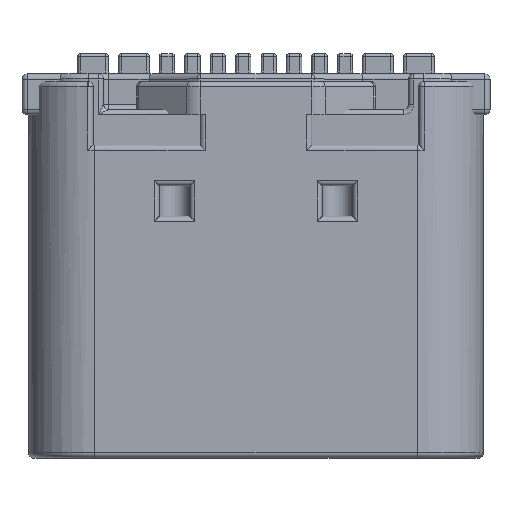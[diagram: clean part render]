
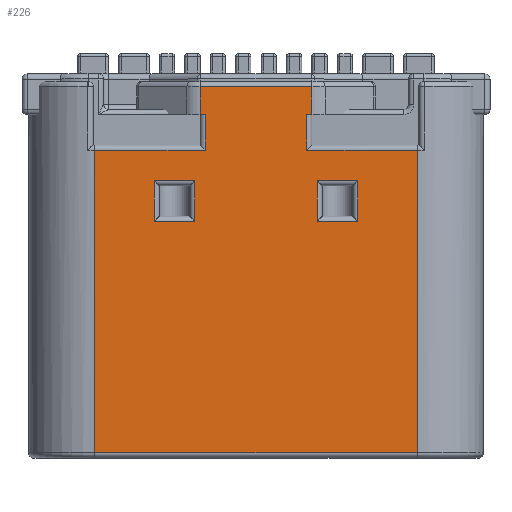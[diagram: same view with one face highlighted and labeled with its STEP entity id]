
A CAD part, top view. The second image highlights one B-rep face of the part: STEP entity #226.
In plain terms, the highlighted planar face has unit normal (0, 0, 1).
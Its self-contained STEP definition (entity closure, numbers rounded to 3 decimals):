
#55=CARTESIAN_POINT('',(0.,3.34,-0.14));
#56=DIRECTION('',(0.,0.,1.));
#57=DIRECTION('',(-0.,-1.,0.));
#58=AXIS2_PLACEMENT_3D('',#55,#56,#57);
#59=PLANE('',#58);
#60=CARTESIAN_POINT('',(-1.,3.74,-0.14));
#61=VERTEX_POINT('',#60);
#62=CARTESIAN_POINT('',(-1.,3.04,-0.14));
#63=VERTEX_POINT('',#62);
#64=CARTESIAN_POINT('',(-1.,3.74,-0.14));
#65=DIRECTION('',(-0.,-1.,0.));
#66=VECTOR('',#65,0.7);
#67=LINE('',#64,#66);
#68=EDGE_CURVE('',#61,#63,#67,.T.);
#69=ORIENTED_EDGE('',*,*,#68,.T.);
#70=CARTESIAN_POINT('',(-3.17,3.04,-0.14));
#71=VERTEX_POINT('',#70);
#72=CARTESIAN_POINT('',(-1.,3.04,-0.14));
#73=DIRECTION('',(-1.,0.,-0.));
#74=VECTOR('',#73,2.17);
#75=LINE('',#72,#74);
#76=EDGE_CURVE('',#63,#71,#75,.T.);
#77=ORIENTED_EDGE('',*,*,#76,.T.);
#78=CARTESIAN_POINT('',(-3.17,-2.91,-0.14));
#79=VERTEX_POINT('',#78);
#80=CARTESIAN_POINT('',(-3.17,3.04,-0.14));
#81=DIRECTION('',(-0.,-1.,0.));
#82=VECTOR('',#81,5.95);
#83=LINE('',#80,#82);
#84=EDGE_CURVE('',#71,#79,#83,.T.);
#85=ORIENTED_EDGE('',*,*,#84,.T.);
#86=CARTESIAN_POINT('',(3.17,-2.91,-0.14));
#87=VERTEX_POINT('',#86);
#88=CARTESIAN_POINT('',(-3.17,-2.91,-0.14));
#89=DIRECTION('',(1.,-0.,0.));
#90=VECTOR('',#89,6.34);
#91=LINE('',#88,#90);
#92=EDGE_CURVE('',#79,#87,#91,.T.);
#93=ORIENTED_EDGE('',*,*,#92,.T.);
#94=CARTESIAN_POINT('',(3.17,3.04,-0.14));
#95=VERTEX_POINT('',#94);
#96=CARTESIAN_POINT('',(3.17,3.04,-0.14));
#97=DIRECTION('',(-0.,-1.,0.));
#98=VECTOR('',#97,5.95);
#99=LINE('',#96,#98);
#100=EDGE_CURVE('',#95,#87,#99,.T.);
#101=ORIENTED_EDGE('',*,*,#100,.F.);
#102=CARTESIAN_POINT('',(1.,3.04,-0.14));
#103=VERTEX_POINT('',#102);
#104=CARTESIAN_POINT('',(3.17,3.04,-0.14));
#105=DIRECTION('',(-1.,0.,-0.));
#106=VECTOR('',#105,2.17);
#107=LINE('',#104,#106);
#108=EDGE_CURVE('',#95,#103,#107,.T.);
#109=ORIENTED_EDGE('',*,*,#108,.T.);
#110=CARTESIAN_POINT('',(1.,3.74,-0.14));
#111=VERTEX_POINT('',#110);
#112=CARTESIAN_POINT('',(1.,3.04,-0.14));
#113=DIRECTION('',(0.,1.,-0.));
#114=VECTOR('',#113,0.7);
#115=LINE('',#112,#114);
#116=EDGE_CURVE('',#103,#111,#115,.T.);
#117=ORIENTED_EDGE('',*,*,#116,.T.);
#118=CARTESIAN_POINT('',(1.1,3.74,-0.14));
#119=VERTEX_POINT('',#118);
#120=CARTESIAN_POINT('',(1.,3.74,-0.14));
#121=DIRECTION('',(1.,-0.,0.));
#122=VECTOR('',#121,0.1);
#123=LINE('',#120,#122);
#124=EDGE_CURVE('',#111,#119,#123,.T.);
#125=ORIENTED_EDGE('',*,*,#124,.T.);
#126=CARTESIAN_POINT('',(1.1,4.29,-0.14));
#127=VERTEX_POINT('',#126);
#128=CARTESIAN_POINT('',(1.1,3.74,-0.14));
#129=DIRECTION('',(0.,1.,-0.));
#130=VECTOR('',#129,0.55);
#131=LINE('',#128,#130);
#132=EDGE_CURVE('',#119,#127,#131,.T.);
#133=ORIENTED_EDGE('',*,*,#132,.T.);
#134=CARTESIAN_POINT('',(-1.1,4.29,-0.14));
#135=VERTEX_POINT('',#134);
#136=CARTESIAN_POINT('',(1.1,4.29,-0.14));
#137=DIRECTION('',(-1.,0.,-0.));
#138=VECTOR('',#137,2.2);
#139=LINE('',#136,#138);
#140=EDGE_CURVE('',#127,#135,#139,.T.);
#141=ORIENTED_EDGE('',*,*,#140,.T.);
#142=CARTESIAN_POINT('',(-1.1,3.74,-0.14));
#143=VERTEX_POINT('',#142);
#144=CARTESIAN_POINT('',(-1.1,3.74,-0.14));
#145=DIRECTION('',(0.,1.,-0.));
#146=VECTOR('',#145,0.55);
#147=LINE('',#144,#146);
#148=EDGE_CURVE('',#143,#135,#147,.T.);
#149=ORIENTED_EDGE('',*,*,#148,.F.);
#150=CARTESIAN_POINT('',(-1.1,3.74,-0.14));
#151=DIRECTION('',(1.,-0.,0.));
#152=VECTOR('',#151,0.1);
#153=LINE('',#150,#152);
#154=EDGE_CURVE('',#143,#61,#153,.T.);
#155=ORIENTED_EDGE('',*,*,#154,.T.);
#156=EDGE_LOOP('',(#69,#77,#85,#93,#101,#109,#117,#125,#133,#141,#149,#155));
#157=FACE_BOUND('',#156,.T.);
#158=CARTESIAN_POINT('',(2.,1.64,-0.14));
#159=VERTEX_POINT('',#158);
#160=CARTESIAN_POINT('',(1.2,1.64,-0.14));
#161=VERTEX_POINT('',#160);
#162=CARTESIAN_POINT('',(2.,1.64,-0.14));
#163=DIRECTION('',(-1.,0.,-0.));
#164=VECTOR('',#163,0.8);
#165=LINE('',#162,#164);
#166=EDGE_CURVE('',#159,#161,#165,.T.);
#167=ORIENTED_EDGE('',*,*,#166,.T.);
#168=CARTESIAN_POINT('',(1.2,2.44,-0.14));
#169=VERTEX_POINT('',#168);
#170=CARTESIAN_POINT('',(1.2,2.44,-0.14));
#171=DIRECTION('',(-0.,-1.,0.));
#172=VECTOR('',#171,0.8);
#173=LINE('',#170,#172);
#174=EDGE_CURVE('',#169,#161,#173,.T.);
#175=ORIENTED_EDGE('',*,*,#174,.F.);
#176=CARTESIAN_POINT('',(2.,2.44,-0.14));
#177=VERTEX_POINT('',#176);
#178=CARTESIAN_POINT('',(1.2,2.44,-0.14));
#179=DIRECTION('',(1.,-0.,0.));
#180=VECTOR('',#179,0.8);
#181=LINE('',#178,#180);
#182=EDGE_CURVE('',#169,#177,#181,.T.);
#183=ORIENTED_EDGE('',*,*,#182,.T.);
#184=CARTESIAN_POINT('',(2.,2.44,-0.14));
#185=DIRECTION('',(-0.,-1.,0.));
#186=VECTOR('',#185,0.8);
#187=LINE('',#184,#186);
#188=EDGE_CURVE('',#177,#159,#187,.T.);
#189=ORIENTED_EDGE('',*,*,#188,.T.);
#190=EDGE_LOOP('',(#167,#175,#183,#189));
#191=FACE_BOUND('',#190,.T.);
#192=CARTESIAN_POINT('',(-2.,2.44,-0.14));
#193=VERTEX_POINT('',#192);
#194=CARTESIAN_POINT('',(-1.2,2.44,-0.14));
#195=VERTEX_POINT('',#194);
#196=CARTESIAN_POINT('',(-2.,2.44,-0.14));
#197=DIRECTION('',(1.,-0.,0.));
#198=VECTOR('',#197,0.8);
#199=LINE('',#196,#198);
#200=EDGE_CURVE('',#193,#195,#199,.T.);
#201=ORIENTED_EDGE('',*,*,#200,.T.);
#202=CARTESIAN_POINT('',(-1.2,1.64,-0.14));
#203=VERTEX_POINT('',#202);
#204=CARTESIAN_POINT('',(-1.2,2.44,-0.14));
#205=DIRECTION('',(-0.,-1.,0.));
#206=VECTOR('',#205,0.8);
#207=LINE('',#204,#206);
#208=EDGE_CURVE('',#195,#203,#207,.T.);
#209=ORIENTED_EDGE('',*,*,#208,.T.);
#210=CARTESIAN_POINT('',(-2.,1.64,-0.14));
#211=VERTEX_POINT('',#210);
#212=CARTESIAN_POINT('',(-1.2,1.64,-0.14));
#213=DIRECTION('',(-1.,0.,-0.));
#214=VECTOR('',#213,0.8);
#215=LINE('',#212,#214);
#216=EDGE_CURVE('',#203,#211,#215,.T.);
#217=ORIENTED_EDGE('',*,*,#216,.T.);
#218=CARTESIAN_POINT('',(-2.,2.44,-0.14));
#219=DIRECTION('',(-0.,-1.,0.));
#220=VECTOR('',#219,0.8);
#221=LINE('',#218,#220);
#222=EDGE_CURVE('',#193,#211,#221,.T.);
#223=ORIENTED_EDGE('',*,*,#222,.F.);
#224=EDGE_LOOP('',(#201,#209,#217,#223));
#225=FACE_BOUND('',#224,.T.);
#226=ADVANCED_FACE('',(#157,#191,#225),#59,.T.);
